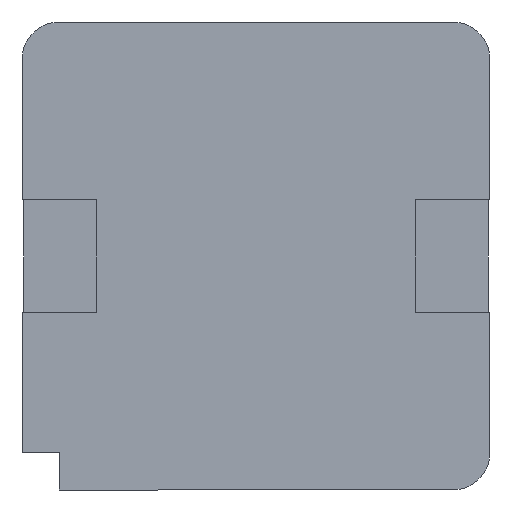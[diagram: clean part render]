
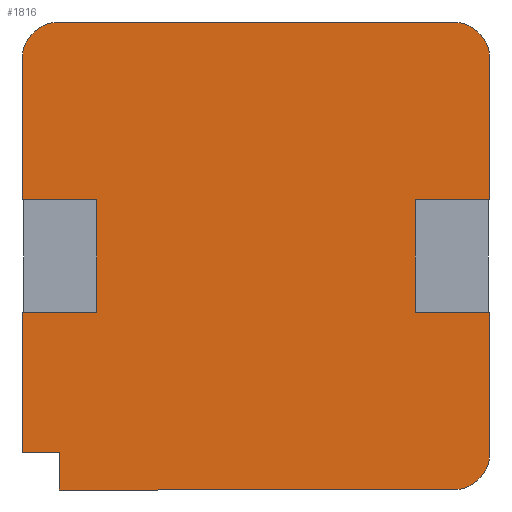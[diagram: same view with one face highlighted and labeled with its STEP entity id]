
A CAD part, front view. The second image highlights one B-rep face of the part: STEP entity #1816.
In plain terms, the highlighted planar face has unit normal (0, -1, 0).
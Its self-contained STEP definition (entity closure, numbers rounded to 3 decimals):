
#92 = CIRCLE ( 'NONE', #2089, 1. ) ;
#134 = CARTESIAN_POINT ( 'NONE',  ( 6.25, -0.6, -5.25 ) ) ;
#135 = LINE ( 'NONE', #2781, #2433 ) ;
#188 = LINE ( 'NONE', #2957, #250 ) ;
#204 = AXIS2_PLACEMENT_3D ( 'NONE', #1713, #3737, #2113 ) ;
#250 = VECTOR ( 'NONE', #1790, 1000. ) ;
#313 = ORIENTED_EDGE ( 'NONE', *, *, #2041, .T. ) ;
#332 = VECTOR ( 'NONE', #2465, 1000. ) ;
#352 = CARTESIAN_POINT ( 'NONE',  ( 0., -0.6, -1.5 ) ) ;
#373 = CARTESIAN_POINT ( 'NONE',  ( 6.25, -0.6, 6.25 ) ) ;
#434 = DIRECTION ( 'NONE',  ( 0., 0., -1. ) ) ;
#475 = CARTESIAN_POINT ( 'NONE',  ( -6.25, -0.6, -1.5 ) ) ;
#555 = ORIENTED_EDGE ( 'NONE', *, *, #988, .F. ) ;
#591 = EDGE_CURVE ( 'NONE', #2139, #2717, #755, .T. ) ;
#616 = PLANE ( 'NONE',  #5039 ) ;
#647 = CARTESIAN_POINT ( 'NONE',  ( -5.25, -0.6, -5.25 ) ) ;
#662 = VERTEX_POINT ( 'NONE', #4327 ) ;
#683 = CARTESIAN_POINT ( 'NONE',  ( 4.25, -0.6, 1.5 ) ) ;
#698 = CARTESIAN_POINT ( 'NONE',  ( 0., -0.6, -5.25 ) ) ;
#712 = LINE ( 'NONE', #2399, #1521 ) ;
#755 = LINE ( 'NONE', #3995, #4418 ) ;
#760 = CARTESIAN_POINT ( 'NONE',  ( 6.25, -0.6, 1.5 ) ) ;
#790 = ORIENTED_EDGE ( 'NONE', *, *, #591, .F. ) ;
#833 = ORIENTED_EDGE ( 'NONE', *, *, #1273, .T. ) ;
#949 = ORIENTED_EDGE ( 'NONE', *, *, #4318, .T. ) ;
#956 = VERTEX_POINT ( 'NONE', #475 ) ;
#984 = CARTESIAN_POINT ( 'NONE',  ( 6.25, -0.6, -1.5 ) ) ;
#988 = EDGE_CURVE ( 'NONE', #3645, #2628, #2393, .T. ) ;
#1012 = DIRECTION ( 'NONE',  ( 0., -1., 0. ) ) ;
#1028 = VECTOR ( 'NONE', #3406, 1000. ) ;
#1228 = LINE ( 'NONE', #984, #1028 ) ;
#1255 = CARTESIAN_POINT ( 'NONE',  ( -6.25, -0.6, -6.25 ) ) ;
#1273 = EDGE_CURVE ( 'NONE', #662, #1815, #92, .T. ) ;
#1278 = DIRECTION ( 'NONE',  ( 0., 0., -1. ) ) ;
#1287 = VECTOR ( 'NONE', #4531, 1000. ) ;
#1292 = EDGE_CURVE ( 'NONE', #2183, #1720, #2379, .T. ) ;
#1331 = VECTOR ( 'NONE', #3905, 1000. ) ;
#1347 = CIRCLE ( 'NONE', #204, 1. ) ;
#1353 = ORIENTED_EDGE ( 'NONE', *, *, #4137, .T. ) ;
#1521 = VECTOR ( 'NONE', #2448, 1000. ) ;
#1551 = DIRECTION ( 'NONE',  ( 1., 0., 0. ) ) ;
#1610 = CARTESIAN_POINT ( 'NONE',  ( -5.25, -0.6, 0. ) ) ;
#1639 = VERTEX_POINT ( 'NONE', #134 ) ;
#1696 = CARTESIAN_POINT ( 'NONE',  ( 6.25, -0.6, 5.25 ) ) ;
#1713 = CARTESIAN_POINT ( 'NONE',  ( 5.25, -0.6, 5.25 ) ) ;
#1720 = VERTEX_POINT ( 'NONE', #1696 ) ;
#1751 = DIRECTION ( 'NONE',  ( -1., 0., 0. ) ) ;
#1790 = DIRECTION ( 'NONE',  ( 1., 0., 0. ) ) ;
#1815 = VERTEX_POINT ( 'NONE', #3001 ) ;
#1816 = ADVANCED_FACE ( 'NONE', ( #1969 ), #616, .T. ) ;
#1862 = VECTOR ( 'NONE', #4035, 1000. ) ;
#1904 = CARTESIAN_POINT ( 'NONE',  ( 4.25, -0.6, -1.5 ) ) ;
#1969 = FACE_OUTER_BOUND ( 'NONE', #2068, .T. ) ;
#1992 = EDGE_CURVE ( 'NONE', #956, #3112, #3876, .T. ) ;
#2037 = VECTOR ( 'NONE', #4412, 1000. ) ;
#2041 = EDGE_CURVE ( 'NONE', #3478, #3112, #135, .T. ) ;
#2068 = EDGE_LOOP ( 'NONE', ( #555, #949, #2318, #4920, #1353, #3212, #790, #4921, #5003, #2324, #3739, #833, #4895, #3574, #313, #2388, #2198 ) ) ;
#2080 = AXIS2_PLACEMENT_3D ( 'NONE', #5052, #2687, #3906 ) ;
#2089 = AXIS2_PLACEMENT_3D ( 'NONE', #4093, #4875, #1278 ) ;
#2113 = DIRECTION ( 'NONE',  ( 0., 0., -1. ) ) ;
#2139 = VERTEX_POINT ( 'NONE', #683 ) ;
#2183 = VERTEX_POINT ( 'NONE', #760 ) ;
#2198 = ORIENTED_EDGE ( 'NONE', *, *, #2598, .T. ) ;
#2253 = VERTEX_POINT ( 'NONE', #3890 ) ;
#2269 = VERTEX_POINT ( 'NONE', #2703 ) ;
#2318 = ORIENTED_EDGE ( 'NONE', *, *, #2389, .T. ) ;
#2324 = ORIENTED_EDGE ( 'NONE', *, *, #3475, .T. ) ;
#2329 = DIRECTION ( 'NONE',  ( 0., 0., 1. ) ) ;
#2379 = LINE ( 'NONE', #2447, #332 ) ;
#2388 = ORIENTED_EDGE ( 'NONE', *, *, #1992, .F. ) ;
#2389 = EDGE_CURVE ( 'NONE', #2832, #2253, #188, .T. ) ;
#2393 = LINE ( 'NONE', #698, #1331 ) ;
#2399 = CARTESIAN_POINT ( 'NONE',  ( 0., -0.6, 1.5 ) ) ;
#2433 = VECTOR ( 'NONE', #3178, 1000. ) ;
#2447 = CARTESIAN_POINT ( 'NONE',  ( 6.25, -0.6, -6.25 ) ) ;
#2448 = DIRECTION ( 'NONE',  ( 1., 0., 0. ) ) ;
#2465 = DIRECTION ( 'NONE',  ( 0., 0., 1. ) ) ;
#2525 = CARTESIAN_POINT ( 'NONE',  ( 6.25, -0.6, 1.5 ) ) ;
#2568 = CARTESIAN_POINT ( 'NONE',  ( 6.25, -0.6, -1.5 ) ) ;
#2598 = EDGE_CURVE ( 'NONE', #956, #2628, #2998, .T. ) ;
#2628 = VERTEX_POINT ( 'NONE', #3314 ) ;
#2687 = DIRECTION ( 'NONE',  ( 0., -1., 0. ) ) ;
#2703 = CARTESIAN_POINT ( 'NONE',  ( -6.25, -0.6, 1.5 ) ) ;
#2717 = VERTEX_POINT ( 'NONE', #1904 ) ;
#2781 = CARTESIAN_POINT ( 'NONE',  ( -4.25, -0.6, 0. ) ) ;
#2825 = CARTESIAN_POINT ( 'NONE',  ( -4.25, -0.6, 1.5 ) ) ;
#2832 = VERTEX_POINT ( 'NONE', #3535 ) ;
#2911 = VECTOR ( 'NONE', #1751, 1000. ) ;
#2923 = LINE ( 'NONE', #4053, #2037 ) ;
#2953 = CIRCLE ( 'NONE', #2080, 1. ) ;
#2957 = CARTESIAN_POINT ( 'NONE',  ( 6.25, -0.6, -6.25 ) ) ;
#2998 = LINE ( 'NONE', #1255, #1862 ) ;
#3001 = CARTESIAN_POINT ( 'NONE',  ( -6.25, -0.6, 5.25 ) ) ;
#3014 = EDGE_CURVE ( 'NONE', #4661, #662, #3417, .T. ) ;
#3112 = VERTEX_POINT ( 'NONE', #3851 ) ;
#3124 = CARTESIAN_POINT ( 'NONE',  ( 6.25, -0.6, -6.25 ) ) ;
#3178 = DIRECTION ( 'NONE',  ( 0., 0., -1. ) ) ;
#3212 = ORIENTED_EDGE ( 'NONE', *, *, #3815, .T. ) ;
#3314 = CARTESIAN_POINT ( 'NONE',  ( -6.25, -0.6, -5.25 ) ) ;
#3341 = EDGE_CURVE ( 'NONE', #1815, #2269, #2923, .T. ) ;
#3406 = DIRECTION ( 'NONE',  ( -1., 0., 0. ) ) ;
#3417 = LINE ( 'NONE', #373, #1287 ) ;
#3418 = CARTESIAN_POINT ( 'NONE',  ( 0., -0.6, 0. ) ) ;
#3475 = EDGE_CURVE ( 'NONE', #1720, #4661, #1347, .T. ) ;
#3478 = VERTEX_POINT ( 'NONE', #2825 ) ;
#3535 = CARTESIAN_POINT ( 'NONE',  ( -5.25, -0.6, -6.25 ) ) ;
#3574 = ORIENTED_EDGE ( 'NONE', *, *, #4288, .T. ) ;
#3645 = VERTEX_POINT ( 'NONE', #647 ) ;
#3737 = DIRECTION ( 'NONE',  ( 0., -1., 0. ) ) ;
#3739 = ORIENTED_EDGE ( 'NONE', *, *, #3014, .T. ) ;
#3815 = EDGE_CURVE ( 'NONE', #4614, #2717, #1228, .T. ) ;
#3818 = VECTOR ( 'NONE', #1551, 1000. ) ;
#3824 = DIRECTION ( 'NONE',  ( 0., 0., -1. ) ) ;
#3848 = LINE ( 'NONE', #3124, #4502 ) ;
#3851 = CARTESIAN_POINT ( 'NONE',  ( -4.25, -0.6, -1.5 ) ) ;
#3871 = CARTESIAN_POINT ( 'NONE',  ( 5.25, -0.6, 6.25 ) ) ;
#3876 = LINE ( 'NONE', #352, #3818 ) ;
#3890 = CARTESIAN_POINT ( 'NONE',  ( 5.25, -0.6, -6.25 ) ) ;
#3905 = DIRECTION ( 'NONE',  ( -1., 0., 0. ) ) ;
#3906 = DIRECTION ( 'NONE',  ( 0., 0., -1. ) ) ;
#3995 = CARTESIAN_POINT ( 'NONE',  ( 4.25, -0.6, 1.5 ) ) ;
#4035 = DIRECTION ( 'NONE',  ( 0., 0., -1. ) ) ;
#4053 = CARTESIAN_POINT ( 'NONE',  ( -6.25, -0.6, -6.25 ) ) ;
#4084 = LINE ( 'NONE', #1610, #4690 ) ;
#4093 = CARTESIAN_POINT ( 'NONE',  ( -5.25, -0.6, 5.25 ) ) ;
#4137 = EDGE_CURVE ( 'NONE', #1639, #4614, #3848, .T. ) ;
#4288 = EDGE_CURVE ( 'NONE', #2269, #3478, #712, .T. ) ;
#4318 = EDGE_CURVE ( 'NONE', #3645, #2832, #4084, .T. ) ;
#4327 = CARTESIAN_POINT ( 'NONE',  ( -5.25, -0.6, 6.25 ) ) ;
#4412 = DIRECTION ( 'NONE',  ( 0., 0., -1. ) ) ;
#4418 = VECTOR ( 'NONE', #4767, 1000. ) ;
#4502 = VECTOR ( 'NONE', #2329, 1000. ) ;
#4531 = DIRECTION ( 'NONE',  ( -1., 0., 0. ) ) ;
#4614 = VERTEX_POINT ( 'NONE', #2568 ) ;
#4661 = VERTEX_POINT ( 'NONE', #3871 ) ;
#4690 = VECTOR ( 'NONE', #434, 1000. ) ;
#4699 = EDGE_CURVE ( 'NONE', #2253, #1639, #2953, .T. ) ;
#4755 = LINE ( 'NONE', #2525, #2911 ) ;
#4767 = DIRECTION ( 'NONE',  ( 0., 0., -1. ) ) ;
#4875 = DIRECTION ( 'NONE',  ( 0., -1., 0. ) ) ;
#4895 = ORIENTED_EDGE ( 'NONE', *, *, #3341, .T. ) ;
#4920 = ORIENTED_EDGE ( 'NONE', *, *, #4699, .T. ) ;
#4921 = ORIENTED_EDGE ( 'NONE', *, *, #5074, .F. ) ;
#5003 = ORIENTED_EDGE ( 'NONE', *, *, #1292, .T. ) ;
#5039 = AXIS2_PLACEMENT_3D ( 'NONE', #3418, #1012, #3824 ) ;
#5052 = CARTESIAN_POINT ( 'NONE',  ( 5.25, -0.6, -5.25 ) ) ;
#5074 = EDGE_CURVE ( 'NONE', #2183, #2139, #4755, .T. ) ;
